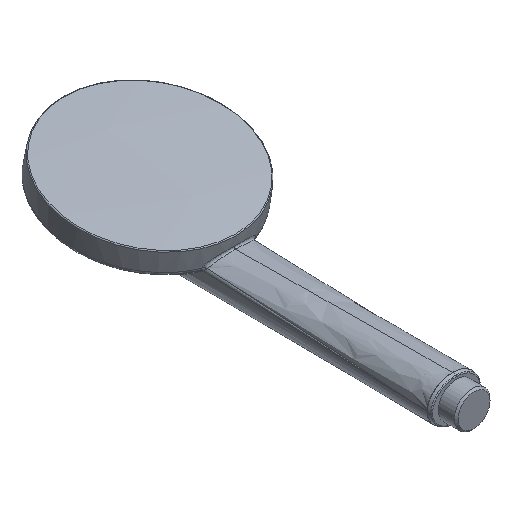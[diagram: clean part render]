
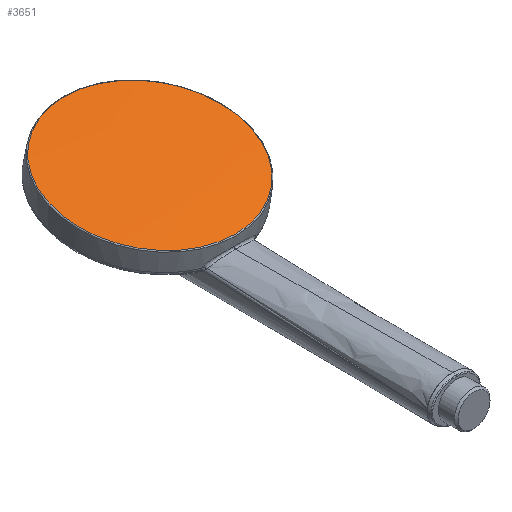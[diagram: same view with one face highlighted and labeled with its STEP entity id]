
A CAD part, isometric view. The second image highlights one B-rep face of the part: STEP entity #3651.
In plain terms, the highlighted spherical face has radius 651.556 mm.
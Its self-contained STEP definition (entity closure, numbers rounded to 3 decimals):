
#32 = CIRCLE ( 'NONE', #4209, 46.526 ) ;
#151 = VERTEX_POINT ( 'NONE', #261 ) ;
#261 = CARTESIAN_POINT ( 'NONE',  ( 0., 218.682, 35.512 ) ) ;
#622 = ORIENTED_EDGE ( 'NONE', *, *, #3766, .T. ) ;
#1378 = DIRECTION ( 'NONE',  ( 1., 0., 0. ) ) ;
#1788 = CARTESIAN_POINT ( 'NONE',  ( 0., 297.016, -611.317 ) ) ;
#1848 = DIRECTION ( 'NONE',  ( 0., 0.982, 0.191 ) ) ;
#1929 = DIRECTION ( 'NONE',  ( 0., -0.191, 0.982 ) ) ;
#2312 = EDGE_LOOP ( 'NONE', ( #622 ) ) ;
#3651 = ADVANCED_FACE ( 'NONE', ( #5756 ), #5104, .T. ) ;
#3766 = EDGE_CURVE ( 'NONE', #151, #151, #32, .T. ) ;
#4024 = AXIS2_PLACEMENT_3D ( 'NONE', #1788, #1378, #1848 ) ;
#4209 = AXIS2_PLACEMENT_3D ( 'NONE', #4586, #1929, #5014 ) ;
#4586 = CARTESIAN_POINT ( 'NONE',  ( 0., 173.011, 26.635 ) ) ;
#5014 = DIRECTION ( 'NONE',  ( 0., 0.982, 0.191 ) ) ;
#5104 = SPHERICAL_SURFACE ( 'NONE', #4024, 651.556 ) ;
#5756 = FACE_OUTER_BOUND ( 'NONE', #2312, .T. ) ;
